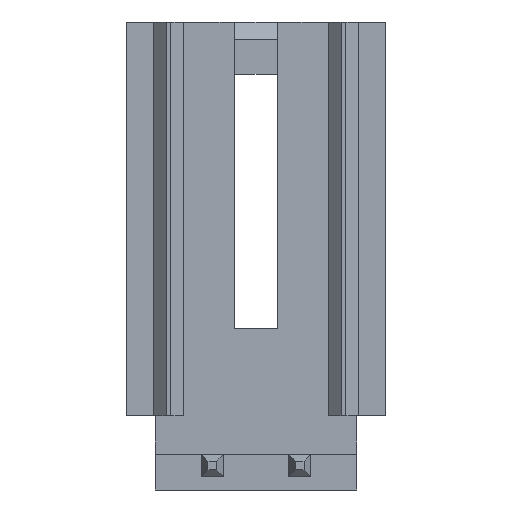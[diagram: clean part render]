
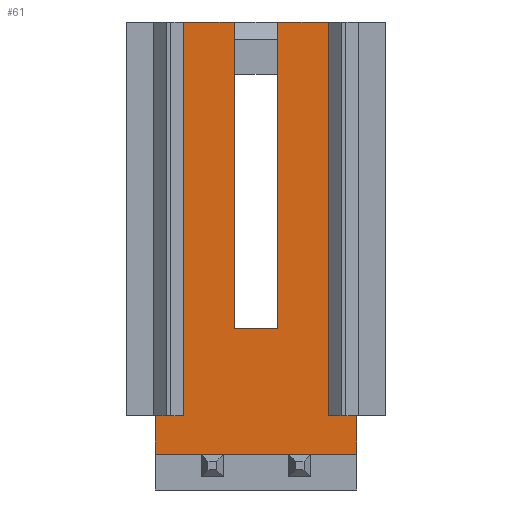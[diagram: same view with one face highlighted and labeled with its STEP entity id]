
A CAD part, front view. The second image highlights one B-rep face of the part: STEP entity #61.
In plain terms, the highlighted planar face has unit normal (0, -1, 0).
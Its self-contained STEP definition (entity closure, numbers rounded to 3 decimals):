
#61=ADVANCED_FACE('',(#169),#170,.T.);
#169=FACE_OUTER_BOUND('',#377,.T.);
#170=PLANE('',#378);
#377=EDGE_LOOP('',(#628,#629,#630,#631,#632,#633,#634,#635,#636,#637,#638,#639));
#378=AXIS2_PLACEMENT_3D('',#640,#641,#642);
#628=ORIENTED_EDGE('',*,*,#1409,.F.);
#629=ORIENTED_EDGE('',*,*,#1440,.T.);
#630=ORIENTED_EDGE('',*,*,#1441,.F.);
#631=ORIENTED_EDGE('',*,*,#1442,.F.);
#632=ORIENTED_EDGE('',*,*,#1433,.F.);
#633=ORIENTED_EDGE('',*,*,#1443,.F.);
#634=ORIENTED_EDGE('',*,*,#1444,.F.);
#635=ORIENTED_EDGE('',*,*,#1445,.T.);
#636=ORIENTED_EDGE('',*,*,#1446,.F.);
#637=ORIENTED_EDGE('',*,*,#1447,.F.);
#638=ORIENTED_EDGE('',*,*,#1448,.F.);
#639=ORIENTED_EDGE('',*,*,#1449,.T.);
#640=CARTESIAN_POINT('',(-3.77,-2.545,0.0));
#641=DIRECTION('',(0.0,-1.0,0.0));
#642=DIRECTION('',(0.0,0.0,-1.0));
#1409=EDGE_CURVE('',#1688,#1690,#1691,.T.);
#1433=EDGE_CURVE('',#1736,#1675,#1738,.T.);
#1440=EDGE_CURVE('',#1688,#1749,#1750,.T.);
#1441=EDGE_CURVE('',#1751,#1749,#1752,.T.);
#1442=EDGE_CURVE('',#1675,#1751,#1753,.T.);
#1443=EDGE_CURVE('',#1754,#1736,#1755,.T.);
#1444=EDGE_CURVE('',#1756,#1754,#1757,.T.);
#1445=EDGE_CURVE('',#1756,#1758,#1759,.T.);
#1446=EDGE_CURVE('',#1760,#1758,#1761,.T.);
#1447=EDGE_CURVE('',#1762,#1760,#1763,.T.);
#1448=EDGE_CURVE('',#1764,#1762,#1765,.T.);
#1449=EDGE_CURVE('',#1764,#1690,#1766,.T.);
#1675=VERTEX_POINT('',#2101);
#1688=VERTEX_POINT('',#2120);
#1690=VERTEX_POINT('',#2123);
#1691=LINE('',#2124,#2125);
#1736=VERTEX_POINT('',#2192);
#1738=LINE('',#2195,#2196);
#1749=VERTEX_POINT('',#2213);
#1750=LINE('',#2214,#2215);
#1751=VERTEX_POINT('',#2216);
#1752=LINE('',#2217,#2218);
#1753=LINE('',#2219,#2220);
#1754=VERTEX_POINT('',#2221);
#1755=LINE('',#2222,#2223);
#1756=VERTEX_POINT('',#2224);
#1757=LINE('',#2225,#2226);
#1758=VERTEX_POINT('',#2227);
#1759=LINE('',#2228,#2229);
#1760=VERTEX_POINT('',#2230);
#1761=LINE('',#2231,#2232);
#1762=VERTEX_POINT('',#2233);
#1763=LINE('',#2234,#2235);
#1764=VERTEX_POINT('',#2236);
#1765=LINE('',#2237,#2238);
#1766=LINE('',#2239,#2240);
#2101=CARTESIAN_POINT('',(-0.635,-2.545,0.0));
#2120=CARTESIAN_POINT('',(0.635,-2.545,0.0));
#2123=CARTESIAN_POINT('',(2.095,-2.545,0.0));
#2124=CARTESIAN_POINT('',(0.635,-2.545,0.0));
#2125=VECTOR('',#2790,1.46);
#2192=CARTESIAN_POINT('',(-2.1,-2.545,0.0));
#2195=CARTESIAN_POINT('',(-2.1,-2.545,0.0));
#2196=VECTOR('',#2814,1.465);
#2213=CARTESIAN_POINT('',(0.635,-2.545,-8.89));
#2214=CARTESIAN_POINT('',(0.635,-2.545,0.0));
#2215=VECTOR('',#2821,8.89);
#2216=CARTESIAN_POINT('',(-0.635,-2.545,-8.89));
#2217=CARTESIAN_POINT('',(-0.635,-2.545,-8.89));
#2218=VECTOR('',#2822,1.27);
#2219=CARTESIAN_POINT('',(-0.635,-2.545,0.0));
#2220=VECTOR('',#2823,8.89);
#2221=CARTESIAN_POINT('',(-2.1,-2.545,-11.43));
#2222=CARTESIAN_POINT('',(-2.1,-2.545,-11.43));
#2223=VECTOR('',#2824,11.43);
#2224=CARTESIAN_POINT('',(-2.92,-2.545,-11.43));
#2225=CARTESIAN_POINT('',(-2.92,-2.545,-11.43));
#2226=VECTOR('',#2825,0.82);
#2227=CARTESIAN_POINT('',(-2.92,-2.545,-12.55));
#2228=CARTESIAN_POINT('',(-2.92,-2.545,-11.43));
#2229=VECTOR('',#2826,1.12);
#2230=CARTESIAN_POINT('',(2.92,-2.545,-12.55));
#2231=CARTESIAN_POINT('',(2.92,-2.545,-12.55));
#2232=VECTOR('',#2827,5.84);
#2233=CARTESIAN_POINT('',(2.92,-2.545,-11.43));
#2234=CARTESIAN_POINT('',(2.92,-2.545,-11.43));
#2235=VECTOR('',#2828,1.12);
#2236=CARTESIAN_POINT('',(2.095,-2.545,-11.43));
#2237=CARTESIAN_POINT('',(2.095,-2.545,-11.43));
#2238=VECTOR('',#2829,0.825);
#2239=CARTESIAN_POINT('',(2.095,-2.545,-11.43));
#2240=VECTOR('',#2830,11.43);
#2790=DIRECTION('',(1.0,0.0,0.0));
#2814=DIRECTION('',(1.0,0.0,0.0));
#2821=DIRECTION('',(0.0,0.0,-1.0));
#2822=DIRECTION('',(1.0,0.0,0.0));
#2823=DIRECTION('',(0.0,0.0,-1.0));
#2824=DIRECTION('',(0.0,0.0,1.0));
#2825=DIRECTION('',(1.0,0.0,0.0));
#2826=DIRECTION('',(0.0,0.0,-1.0));
#2827=DIRECTION('',(-1.0,0.0,0.0));
#2828=DIRECTION('',(0.0,0.0,-1.0));
#2829=DIRECTION('',(1.0,0.0,0.0));
#2830=DIRECTION('',(0.0,0.0,1.0));
